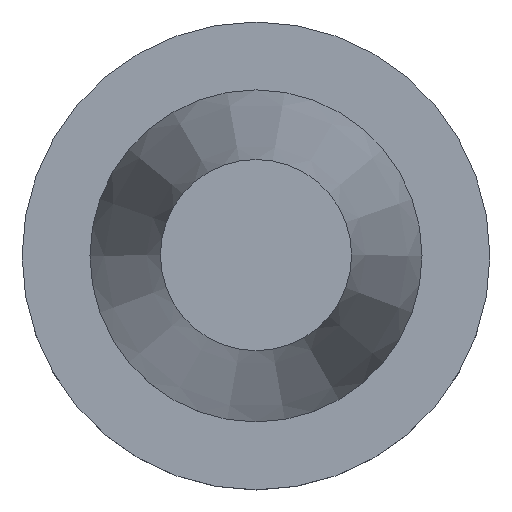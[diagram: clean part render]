
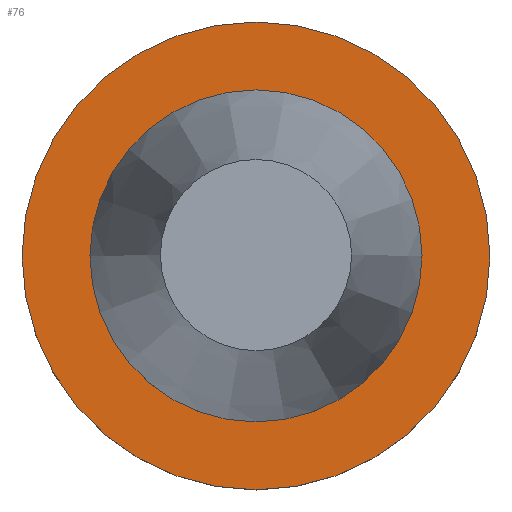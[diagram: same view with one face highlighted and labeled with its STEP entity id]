
A CAD part, top view. The second image highlights one B-rep face of the part: STEP entity #76.
In plain terms, the highlighted planar face has unit normal (0, 0, 1).
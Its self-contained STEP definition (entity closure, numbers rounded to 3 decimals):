
#49=FACE_BOUND('',#102,.T.);
#50=FACE_BOUND('',#103,.T.);
#76=ADVANCED_FACE('',(#49,#50),#90,.F.);
#90=PLANE('',#242);
#102=EDGE_LOOP('',(#132));
#103=EDGE_LOOP('',(#133));
#132=ORIENTED_EDGE('',*,*,#175,.F.);
#133=ORIENTED_EDGE('',*,*,#174,.T.);
#159=VERTEX_POINT('',#350);
#160=VERTEX_POINT('',#353);
#174=EDGE_CURVE('',#159,#159,#189,.T.);
#175=EDGE_CURVE('',#160,#160,#190,.T.);
#189=CIRCLE('',#239,34.925);
#190=CIRCLE('',#241,49.21);
#239=AXIS2_PLACEMENT_3D('',#349,#282,#283);
#241=AXIS2_PLACEMENT_3D('',#352,#286,#287);
#242=AXIS2_PLACEMENT_3D('',#354,#288,#289);
#282=DIRECTION('',(0.,0.,-1.));
#283=DIRECTION('',(-1.,0.,0.));
#286=DIRECTION('',(0.,0.,-1.));
#287=DIRECTION('',(-1.,0.,0.));
#288=DIRECTION('',(0.,0.,-1.));
#289=DIRECTION('',(-1.,0.,0.));
#349=CARTESIAN_POINT('',(0.,0.,-3.2));
#350=CARTESIAN_POINT('',(-34.925,0.,-3.2));
#352=CARTESIAN_POINT('',(0.,0.,-3.2));
#353=CARTESIAN_POINT('',(-49.21,0.,-3.2));
#354=CARTESIAN_POINT('',(0.,34.925,-3.2));
